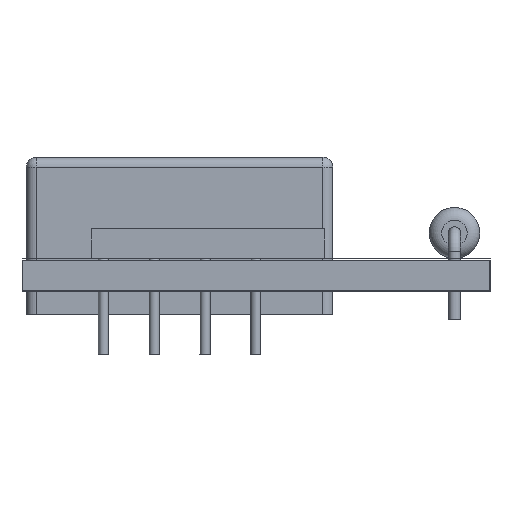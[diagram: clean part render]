
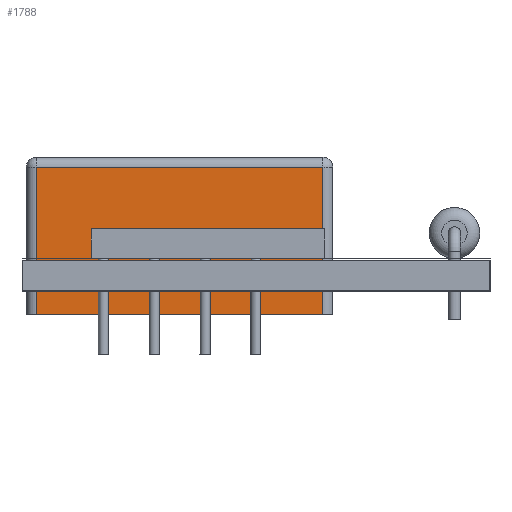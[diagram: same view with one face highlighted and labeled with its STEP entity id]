
A CAD part, left-side view. The second image highlights one B-rep face of the part: STEP entity #1788.
In plain terms, the highlighted face is planar.
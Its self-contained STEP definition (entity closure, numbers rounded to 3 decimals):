
#1445 = VERTEX_POINT('',#1446);
#1446 = CARTESIAN_POINT('',(0.5,-20.,7.225));
#1453 = EDGE_CURVE('',#1445,#1454,#1456,.T.);
#1454 = VERTEX_POINT('',#1455);
#1455 = CARTESIAN_POINT('',(14.6,-20.,7.225));
#1456 = LINE('',#1457,#1458);
#1457 = CARTESIAN_POINT('',(3.775,-20.,7.225));
#1458 = VECTOR('',#1459,1.);
#1459 = DIRECTION('',(1.,0.,0.));
#1768 = EDGE_CURVE('',#1454,#1769,#1771,.T.);
#1769 = VERTEX_POINT('',#1770);
#1770 = CARTESIAN_POINT('',(14.6,-20.,0.));
#1771 = LINE('',#1772,#1773);
#1772 = CARTESIAN_POINT('',(14.6,-20.,0.));
#1773 = VECTOR('',#1774,1.);
#1774 = DIRECTION('',(0.,0.,-1.));
#1788 = ADVANCED_FACE('',(#1789,#1800,#1811,#1822,#1833),#1851,.T.);
#1789 = FACE_BOUND('',#1790,.T.);
#1790 = EDGE_LOOP('',(#1791));
#1791 = ORIENTED_EDGE('',*,*,#1792,.T.);
#1792 = EDGE_CURVE('',#1793,#1793,#1795,.T.);
#1793 = VERTEX_POINT('',#1794);
#1794 = CARTESIAN_POINT('',(11.55,-20.,3.));
#1795 = CIRCLE('',#1796,0.25);
#1796 = AXIS2_PLACEMENT_3D('',#1797,#1798,#1799);
#1797 = CARTESIAN_POINT('',(11.3,-20.,3.));
#1798 = DIRECTION('',(0.,1.,0.));
#1799 = DIRECTION('',(-1.,0.,0.));
#1800 = FACE_BOUND('',#1801,.T.);
#1801 = EDGE_LOOP('',(#1802));
#1802 = ORIENTED_EDGE('',*,*,#1803,.T.);
#1803 = EDGE_CURVE('',#1804,#1804,#1806,.T.);
#1804 = VERTEX_POINT('',#1805);
#1805 = CARTESIAN_POINT('',(9.05,-20.,3.));
#1806 = CIRCLE('',#1807,0.25);
#1807 = AXIS2_PLACEMENT_3D('',#1808,#1809,#1810);
#1808 = CARTESIAN_POINT('',(8.8,-20.,3.));
#1809 = DIRECTION('',(0.,1.,0.));
#1810 = DIRECTION('',(-1.,0.,0.));
#1811 = FACE_BOUND('',#1812,.T.);
#1812 = EDGE_LOOP('',(#1813));
#1813 = ORIENTED_EDGE('',*,*,#1814,.T.);
#1814 = EDGE_CURVE('',#1815,#1815,#1817,.T.);
#1815 = VERTEX_POINT('',#1816);
#1816 = CARTESIAN_POINT('',(6.55,-20.,3.));
#1817 = CIRCLE('',#1818,0.25);
#1818 = AXIS2_PLACEMENT_3D('',#1819,#1820,#1821);
#1819 = CARTESIAN_POINT('',(6.3,-20.,3.));
#1820 = DIRECTION('',(0.,1.,0.));
#1821 = DIRECTION('',(-1.,0.,0.));
#1822 = FACE_BOUND('',#1823,.T.);
#1823 = EDGE_LOOP('',(#1824));
#1824 = ORIENTED_EDGE('',*,*,#1825,.T.);
#1825 = EDGE_CURVE('',#1826,#1826,#1828,.T.);
#1826 = VERTEX_POINT('',#1827);
#1827 = CARTESIAN_POINT('',(4.05,-20.,3.));
#1828 = CIRCLE('',#1829,0.25);
#1829 = AXIS2_PLACEMENT_3D('',#1830,#1831,#1832);
#1830 = CARTESIAN_POINT('',(3.8,-20.,3.));
#1831 = DIRECTION('',(0.,1.,0.));
#1832 = DIRECTION('',(-1.,0.,0.));
#1833 = FACE_BOUND('',#1834,.T.);
#1834 = EDGE_LOOP('',(#1835,#1836,#1844,#1850));
#1835 = ORIENTED_EDGE('',*,*,#1453,.F.);
#1836 = ORIENTED_EDGE('',*,*,#1837,.F.);
#1837 = EDGE_CURVE('',#1838,#1445,#1840,.T.);
#1838 = VERTEX_POINT('',#1839);
#1839 = CARTESIAN_POINT('',(0.5,-20.,0.));
#1840 = LINE('',#1841,#1842);
#1841 = CARTESIAN_POINT('',(0.5,-20.,0.));
#1842 = VECTOR('',#1843,1.);
#1843 = DIRECTION('',(0.,0.,1.));
#1844 = ORIENTED_EDGE('',*,*,#1845,.T.);
#1845 = EDGE_CURVE('',#1838,#1769,#1846,.T.);
#1846 = LINE('',#1847,#1848);
#1847 = CARTESIAN_POINT('',(0.,-20.,0.));
#1848 = VECTOR('',#1849,1.);
#1849 = DIRECTION('',(1.,0.,0.));
#1850 = ORIENTED_EDGE('',*,*,#1768,.F.);
#1851 = PLANE('',#1852);
#1852 = AXIS2_PLACEMENT_3D('',#1853,#1854,#1855);
#1853 = CARTESIAN_POINT('',(0.,-20.,0.));
#1854 = DIRECTION('',(0.,-1.,0.));
#1855 = DIRECTION('',(1.,0.,0.));
